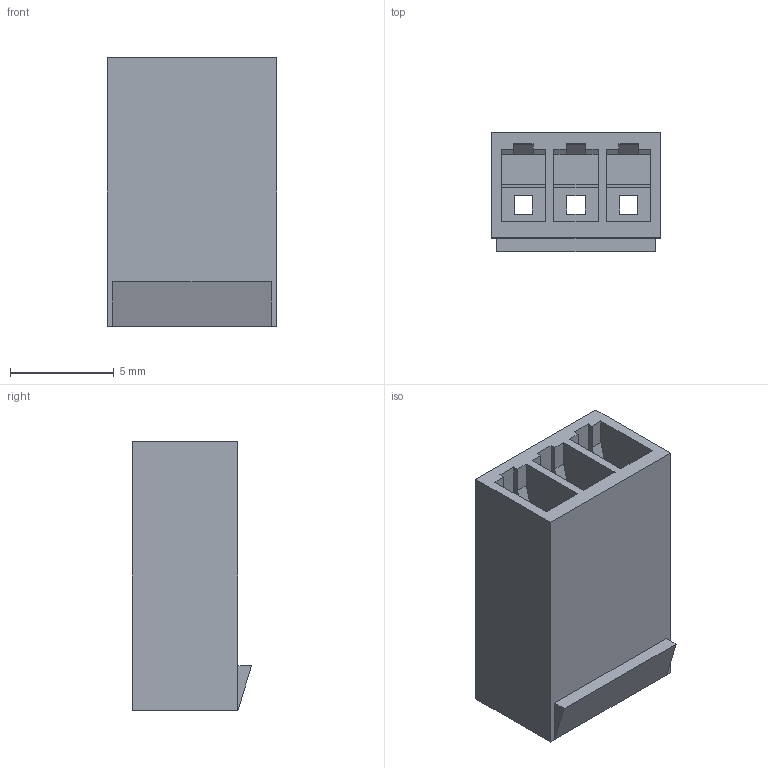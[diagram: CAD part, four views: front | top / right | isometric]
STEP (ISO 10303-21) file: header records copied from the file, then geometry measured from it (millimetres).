
FILE_DESCRIPTION(('FreeCAD Model'),'2;1');
FILE_NAME('Open CASCADE Shape Model','2025-08-14T21:37:05',('SargoDevel' ),(''),'Open CASCADE STEP processor 7.7','FreeCAD','Unknown');
FILE_SCHEMA(('AP242_MANAGED_MODEL_BASED_3D_ENGINEERING_MIM_LF. {1 0 10303 442 1 1 4 }'));
Length unit declared in the file: millimetre
Products named in the file (1): Molex_KK-254F_x3
Bounding box: 8.18 x 5.74 x 12.95 mm (x, y, z)
Volume: 268.6 mm3; surface area: 859.9 mm2
Topology: 1 solids, 1 shells, 103 faces, 277 edges, 180 vertices
Faces by surface type: plane 103
Entity records: 3185 total; most frequent: CARTESIAN_POINT 561, ORIENTED_EDGE 554, DIRECTION 485, EDGE_CURVE 277, LINE 277, VECTOR 277, VERTEX_POINT 180, FACE_BOUND 119
